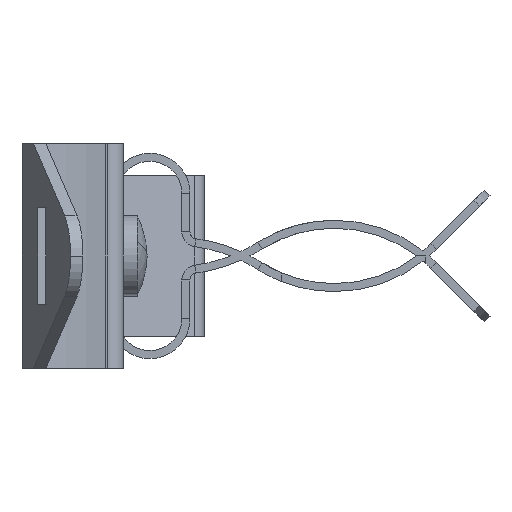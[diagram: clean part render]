
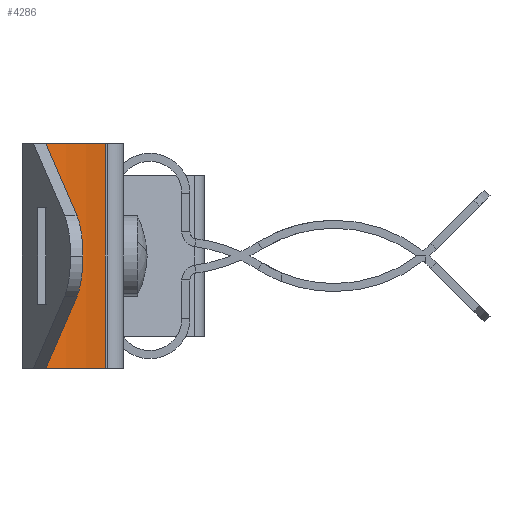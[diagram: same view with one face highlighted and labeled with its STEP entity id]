
A CAD part, left-side view. The second image highlights one B-rep face of the part: STEP entity #4286.
In plain terms, the highlighted cylindrical face has radius 10 mm (diameter 20 mm), a partial arc.
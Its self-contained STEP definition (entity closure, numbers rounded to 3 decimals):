
#77 = DIRECTION ( 'NONE',  ( 0., 0., -1. ) ) ;
#178 = CARTESIAN_POINT ( 'NONE',  ( -56.445, -12.362, 64.457 ) ) ;
#289 = CARTESIAN_POINT ( 'NONE',  ( -56.445, -12.362, 50.457 ) ) ;
#338 = DIRECTION ( 'NONE',  ( 0., 0., -1. ) ) ;
#384 = DIRECTION ( 'NONE',  ( 0., 0., 1. ) ) ;
#886 = AXIS2_PLACEMENT_3D ( 'NONE', #3609, #338, #2849 ) ;
#933 = DIRECTION ( 'NONE',  ( 0., 0., -1. ) ) ;
#1344 = CARTESIAN_POINT ( 'NONE',  ( -56.215, -15.987, 64.457 ) ) ;
#1574 = EDGE_CURVE ( 'NONE', #6547, #9801, #8116, .T. ) ;
#1615 = DIRECTION ( 'NONE',  ( 0., 0., -1. ) ) ;
#1686 = VECTOR ( 'NONE', #384, 1000. ) ;
#1847 = ORIENTED_EDGE ( 'NONE', *, *, #10008, .T. ) ;
#2125 = CARTESIAN_POINT ( 'NONE',  ( -56.215, -15.987, 50.457 ) ) ;
#2836 = ORIENTED_EDGE ( 'NONE', *, *, #1574, .T. ) ;
#2849 = DIRECTION ( 'NONE',  ( 1., 0., 0. ) ) ;
#2969 = FACE_OUTER_BOUND ( 'NONE', #5423, .T. ) ;
#3011 = VECTOR ( 'NONE', #933, 1000. ) ;
#3283 = VERTEX_POINT ( 'NONE', #8847 ) ;
#3423 = ORIENTED_EDGE ( 'NONE', *, *, #6617, .F. ) ;
#3459 = CARTESIAN_POINT ( 'NONE',  ( -56.445, -12.362, 64.457 ) ) ;
#3609 = CARTESIAN_POINT ( 'NONE',  ( -66.144, -14.796, 64.457 ) ) ;
#4115 = DIRECTION ( 'NONE',  ( 1., 0., 0. ) ) ;
#4286 = ADVANCED_FACE ( 'NONE', ( #2969 ), #6792, .F. ) ;
#4674 = EDGE_CURVE ( 'NONE', #9801, #8965, #8074, .T. ) ;
#4993 = CARTESIAN_POINT ( 'NONE',  ( -66.144, -14.796, 50.457 ) ) ;
#5423 = EDGE_LOOP ( 'NONE', ( #5526, #1847, #3423, #2836 ) ) ;
#5526 = ORIENTED_EDGE ( 'NONE', *, *, #4674, .T. ) ;
#5581 = DIRECTION ( 'NONE',  ( -1., 0., 0. ) ) ;
#6226 = AXIS2_PLACEMENT_3D ( 'NONE', #4993, #77, #4115 ) ;
#6245 = AXIS2_PLACEMENT_3D ( 'NONE', #7150, #1615, #5581 ) ;
#6547 = VERTEX_POINT ( 'NONE', #3459 ) ;
#6617 = EDGE_CURVE ( 'NONE', #6547, #3283, #9978, .T. ) ;
#6792 = CYLINDRICAL_SURFACE ( 'NONE', #6245, 10. ) ;
#7150 = CARTESIAN_POINT ( 'NONE',  ( -66.144, -14.796, 64.457 ) ) ;
#8074 = CIRCLE ( 'NONE', #6226, 10. ) ;
#8116 = LINE ( 'NONE', #178, #3011 ) ;
#8847 = CARTESIAN_POINT ( 'NONE',  ( -56.215, -15.987, 64.457 ) ) ;
#8965 = VERTEX_POINT ( 'NONE', #2125 ) ;
#9801 = VERTEX_POINT ( 'NONE', #289 ) ;
#9978 = CIRCLE ( 'NONE', #886, 10. ) ;
#10008 = EDGE_CURVE ( 'NONE', #8965, #3283, #10095, .T. ) ;
#10095 = LINE ( 'NONE', #1344, #1686 ) ;
